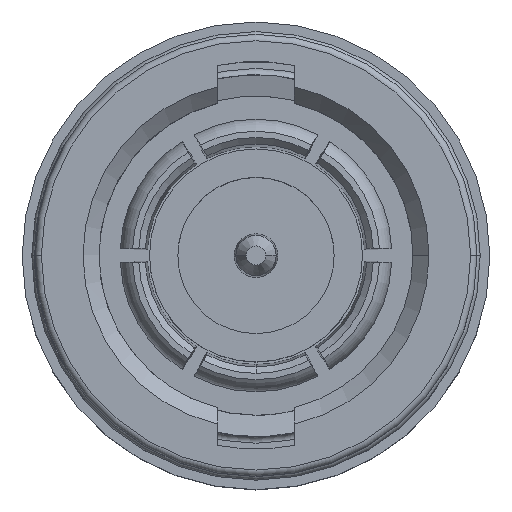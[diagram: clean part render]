
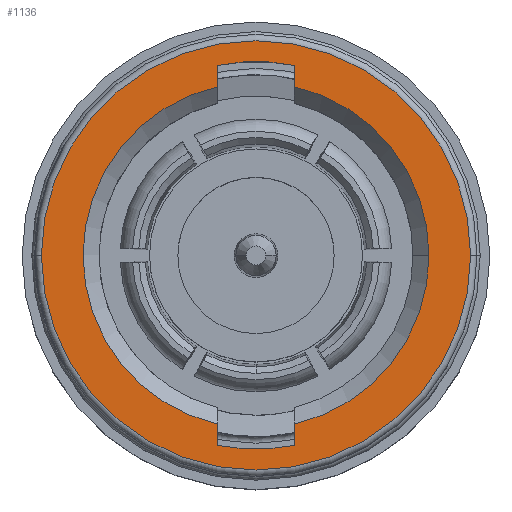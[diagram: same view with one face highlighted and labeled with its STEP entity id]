
A CAD part, top view. The second image highlights one B-rep face of the part: STEP entity #1136.
In plain terms, the highlighted planar face has unit normal (0, 0, 1).
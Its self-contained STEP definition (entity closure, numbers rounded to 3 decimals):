
#107 = CARTESIAN_POINT ( 'NONE',  ( 1.2, -4.751, 15.9 ) ) ;
#257 = FACE_OUTER_BOUND ( 'NONE', #3884, .T. ) ;
#341 = AXIS2_PLACEMENT_3D ( 'NONE', #3055, #19883, #10695 ) ;
#432 = EDGE_CURVE ( 'NONE', #1963, #10693, #8476, .T. ) ;
#444 = CARTESIAN_POINT ( 'NONE',  ( -6.7, 0., 15.9 ) ) ;
#651 = VERTEX_POINT ( 'NONE', #14445 ) ;
#742 = VERTEX_POINT ( 'NONE', #7695 ) ;
#836 = VERTEX_POINT ( 'NONE', #18106 ) ;
#1031 = VERTEX_POINT ( 'NONE', #444 ) ;
#1136 = ADVANCED_FACE ( 'NONE', ( #257, #2232 ), #2457, .F. ) ;
#1144 = VECTOR ( 'NONE', #8849, 1000. ) ;
#1610 = CIRCLE ( 'NONE', #341, 6.7 ) ;
#1639 = EDGE_CURVE ( 'NONE', #18494, #651, #16780, .T. ) ;
#1709 = EDGE_CURVE ( 'NONE', #651, #13059, #6985, .T. ) ;
#1963 = VERTEX_POINT ( 'NONE', #9177 ) ;
#2183 = LINE ( 'NONE', #5124, #16993 ) ;
#2232 = FACE_BOUND ( 'NONE', #4869, .T. ) ;
#2405 = CARTESIAN_POINT ( 'NONE',  ( 0., 0., 15.9 ) ) ;
#2457 = PLANE ( 'NONE',  #5766 ) ;
#2472 = CARTESIAN_POINT ( 'NONE',  ( -1.2, -5.93, 15.9 ) ) ;
#2516 = EDGE_CURVE ( 'NONE', #10693, #2825, #13359, .T. ) ;
#2638 = CARTESIAN_POINT ( 'NONE',  ( -1.2, -4.751, 15.9 ) ) ;
#2654 = AXIS2_PLACEMENT_3D ( 'NONE', #15891, #17231, #3671 ) ;
#2825 = VERTEX_POINT ( 'NONE', #11489 ) ;
#3055 = CARTESIAN_POINT ( 'NONE',  ( 0., 0., 15.9 ) ) ;
#3098 = EDGE_CURVE ( 'NONE', #742, #18494, #19225, .T. ) ;
#3426 = ORIENTED_EDGE ( 'NONE', *, *, #5525, .T. ) ;
#3565 = CARTESIAN_POINT ( 'NONE',  ( 1.2, -5.265, 15.9 ) ) ;
#3671 = DIRECTION ( 'NONE',  ( 1., 0., 0. ) ) ;
#3884 = EDGE_LOOP ( 'NONE', ( #17603, #3426 ) ) ;
#4869 = EDGE_LOOP ( 'NONE', ( #16446, #8572, #12102, #10845, #16360, #10409, #7051, #16443, #6055 ) ) ;
#5124 = CARTESIAN_POINT ( 'NONE',  ( -1.2, 4.751, 15.9 ) ) ;
#5240 = DIRECTION ( 'NONE',  ( 1., 0., 0. ) ) ;
#5450 = AXIS2_PLACEMENT_3D ( 'NONE', #10284, #5794, #8818 ) ;
#5525 = EDGE_CURVE ( 'NONE', #6280, #1031, #12280, .T. ) ;
#5592 = DIRECTION ( 'NONE',  ( 0., 0., 1. ) ) ;
#5766 = AXIS2_PLACEMENT_3D ( 'NONE', #13636, #18544, #12435 ) ;
#5791 = EDGE_CURVE ( 'NONE', #2825, #19371, #9388, .T. ) ;
#5794 = DIRECTION ( 'NONE',  ( 0., 0., 1. ) ) ;
#6055 = ORIENTED_EDGE ( 'NONE', *, *, #12783, .F. ) ;
#6280 = VERTEX_POINT ( 'NONE', #12677 ) ;
#6318 = DIRECTION ( 'NONE',  ( 0., 0., 1. ) ) ;
#6865 = DIRECTION ( 'NONE',  ( 0., 0., 1. ) ) ;
#6985 = LINE ( 'NONE', #107, #11529 ) ;
#7051 = ORIENTED_EDGE ( 'NONE', *, *, #3098, .F. ) ;
#7597 = CIRCLE ( 'NONE', #15381, 5.4 ) ;
#7695 = CARTESIAN_POINT ( 'NONE',  ( -1.2, -5.265, 15.9 ) ) ;
#7849 = CIRCLE ( 'NONE', #2654, 5.4 ) ;
#8388 = DIRECTION ( 'NONE',  ( 0., 0., 1. ) ) ;
#8476 = CIRCLE ( 'NONE', #15204, 5.4 ) ;
#8572 = ORIENTED_EDGE ( 'NONE', *, *, #2516, .F. ) ;
#8818 = DIRECTION ( 'NONE',  ( -1., 0., 0. ) ) ;
#8849 = DIRECTION ( 'NONE',  ( 0., 1., 0. ) ) ;
#9177 = CARTESIAN_POINT ( 'NONE',  ( 5.4, 0., 15.9 ) ) ;
#9215 = AXIS2_PLACEMENT_3D ( 'NONE', #14763, #5592, #16220 ) ;
#9388 = CIRCLE ( 'NONE', #15691, 6.05 ) ;
#9721 = DIRECTION ( 'NONE',  ( 0., -1., 0. ) ) ;
#10161 = CARTESIAN_POINT ( 'NONE',  ( 1.2, 5.265, 15.9 ) ) ;
#10174 = CARTESIAN_POINT ( 'NONE',  ( -1.2, 5.93, 15.9 ) ) ;
#10284 = CARTESIAN_POINT ( 'NONE',  ( 0., 0., 15.9 ) ) ;
#10409 = ORIENTED_EDGE ( 'NONE', *, *, #1639, .F. ) ;
#10693 = VERTEX_POINT ( 'NONE', #10161 ) ;
#10695 = DIRECTION ( 'NONE',  ( -1., 0., 0. ) ) ;
#10796 = DIRECTION ( 'NONE',  ( -1., 0., 0. ) ) ;
#10845 = ORIENTED_EDGE ( 'NONE', *, *, #17734, .F. ) ;
#10924 = DIRECTION ( 'NONE',  ( 0., 1., 0. ) ) ;
#11046 = EDGE_CURVE ( 'NONE', #836, #742, #7849, .T. ) ;
#11489 = CARTESIAN_POINT ( 'NONE',  ( 1.2, 5.93, 15.9 ) ) ;
#11529 = VECTOR ( 'NONE', #10924, 1000. ) ;
#11983 = EDGE_CURVE ( 'NONE', #1031, #6280, #1610, .T. ) ;
#12102 = ORIENTED_EDGE ( 'NONE', *, *, #432, .F. ) ;
#12280 = CIRCLE ( 'NONE', #5450, 6.7 ) ;
#12435 = DIRECTION ( 'NONE',  ( -1., 0., 0. ) ) ;
#12541 = CARTESIAN_POINT ( 'NONE',  ( 0., 0., 15.9 ) ) ;
#12677 = CARTESIAN_POINT ( 'NONE',  ( 6.7, 0., 15.9 ) ) ;
#12783 = EDGE_CURVE ( 'NONE', #19371, #836, #2183, .T. ) ;
#13059 = VERTEX_POINT ( 'NONE', #3565 ) ;
#13117 = DIRECTION ( 'NONE',  ( 1., 0., 0. ) ) ;
#13359 = LINE ( 'NONE', #19312, #1144 ) ;
#13636 = CARTESIAN_POINT ( 'NONE',  ( 0., 0., 15.9 ) ) ;
#14445 = CARTESIAN_POINT ( 'NONE',  ( 1.2, -5.93, 15.9 ) ) ;
#14763 = CARTESIAN_POINT ( 'NONE',  ( 0., 0., 15.9 ) ) ;
#15204 = AXIS2_PLACEMENT_3D ( 'NONE', #17535, #8388, #5240 ) ;
#15381 = AXIS2_PLACEMENT_3D ( 'NONE', #2405, #6865, #13117 ) ;
#15691 = AXIS2_PLACEMENT_3D ( 'NONE', #12541, #6318, #10796 ) ;
#15891 = CARTESIAN_POINT ( 'NONE',  ( 0., 0., 15.9 ) ) ;
#16220 = DIRECTION ( 'NONE',  ( 1., 0., 0. ) ) ;
#16360 = ORIENTED_EDGE ( 'NONE', *, *, #1709, .F. ) ;
#16443 = ORIENTED_EDGE ( 'NONE', *, *, #11046, .F. ) ;
#16446 = ORIENTED_EDGE ( 'NONE', *, *, #5791, .F. ) ;
#16780 = CIRCLE ( 'NONE', #9215, 6.05 ) ;
#16993 = VECTOR ( 'NONE', #9721, 1000. ) ;
#17231 = DIRECTION ( 'NONE',  ( 0., 0., 1. ) ) ;
#17535 = CARTESIAN_POINT ( 'NONE',  ( 0., 0., 15.9 ) ) ;
#17603 = ORIENTED_EDGE ( 'NONE', *, *, #11983, .T. ) ;
#17734 = EDGE_CURVE ( 'NONE', #13059, #1963, #7597, .T. ) ;
#17835 = DIRECTION ( 'NONE',  ( 0., -1., 0. ) ) ;
#18106 = CARTESIAN_POINT ( 'NONE',  ( -1.2, 5.265, 15.9 ) ) ;
#18252 = VECTOR ( 'NONE', #17835, 1000. ) ;
#18494 = VERTEX_POINT ( 'NONE', #2472 ) ;
#18544 = DIRECTION ( 'NONE',  ( 0., 0., -1. ) ) ;
#19225 = LINE ( 'NONE', #2638, #18252 ) ;
#19312 = CARTESIAN_POINT ( 'NONE',  ( 1.2, 4.751, 15.9 ) ) ;
#19371 = VERTEX_POINT ( 'NONE', #10174 ) ;
#19883 = DIRECTION ( 'NONE',  ( 0., 0., 1. ) ) ;
